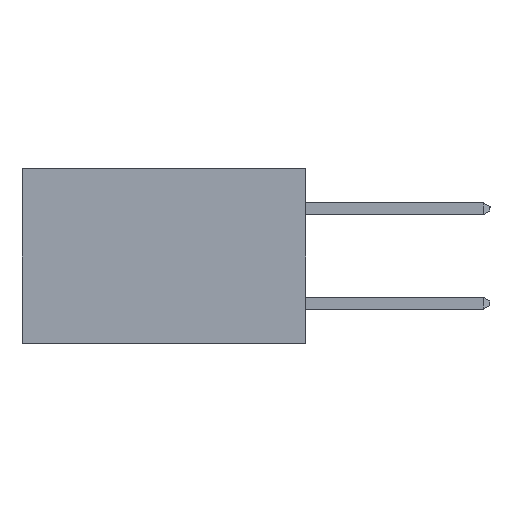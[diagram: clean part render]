
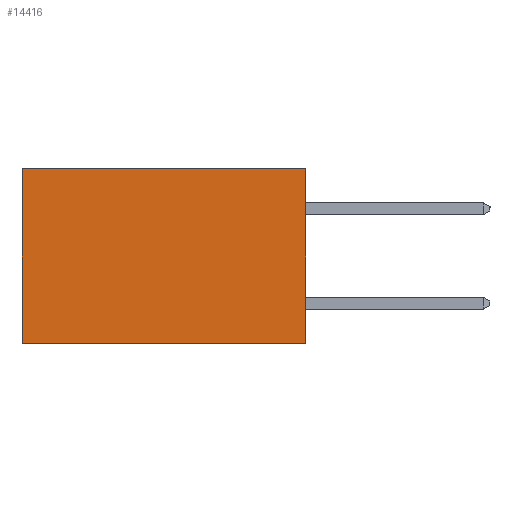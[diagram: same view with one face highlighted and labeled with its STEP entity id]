
A CAD part, left-side view. The second image highlights one B-rep face of the part: STEP entity #14416.
In plain terms, the highlighted planar face has unit normal (-1, 0, 0).
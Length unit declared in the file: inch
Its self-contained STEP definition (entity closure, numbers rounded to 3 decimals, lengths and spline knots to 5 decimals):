
#1632 = LINE ( 'NONE', #11377, #12946 ) ;
#1903 = CARTESIAN_POINT ( 'NONE',  ( 0.2615, 0., 0. ) ) ;
#2392 = CARTESIAN_POINT ( 'NONE',  ( 0.2615, 0.6, 0. ) ) ;
#3248 = EDGE_LOOP ( 'NONE', ( #11416, #19596, #17670, #17522 ) ) ;
#4014 = DIRECTION ( 'NONE',  ( 0., 1., 0. ) ) ;
#4087 = DIRECTION ( 'NONE',  ( 0., 0., -1. ) ) ;
#5741 = FACE_OUTER_BOUND ( 'NONE', #3248, .T. ) ;
#7189 = EDGE_CURVE ( 'NONE', #10472, #13577, #9365, .T. ) ;
#7700 = CARTESIAN_POINT ( 'NONE',  ( 0.2615, 0.6, -0.37 ) ) ;
#7726 = DIRECTION ( 'NONE',  ( 0., 0., -1. ) ) ;
#9365 = LINE ( 'NONE', #15660, #17286 ) ;
#10093 = LINE ( 'NONE', #10342, #22754 ) ;
#10342 = CARTESIAN_POINT ( 'NONE',  ( 0.2615, 0.6, -0.37 ) ) ;
#10472 = VERTEX_POINT ( 'NONE', #12201 ) ;
#11377 = CARTESIAN_POINT ( 'NONE',  ( 0.2615, 0., -0.37 ) ) ;
#11416 = ORIENTED_EDGE ( 'NONE', *, *, #22577, .T. ) ;
#12201 = CARTESIAN_POINT ( 'NONE',  ( 0.2615, 0., -0.37 ) ) ;
#12946 = VECTOR ( 'NONE', #7726, 39.37008 ) ;
#13577 = VERTEX_POINT ( 'NONE', #7700 ) ;
#13756 = CARTESIAN_POINT ( 'NONE',  ( 0.2615, 0., -0.37 ) ) ;
#14416 = ADVANCED_FACE ( 'NONE', ( #5741 ), #22038, .F. ) ;
#15660 = CARTESIAN_POINT ( 'NONE',  ( 0.2615, 0., -0.37 ) ) ;
#16551 = EDGE_CURVE ( 'NONE', #18688, #10472, #1632, .T. ) ;
#16769 = CARTESIAN_POINT ( 'NONE',  ( 0.2615, 0., 0. ) ) ;
#16922 = VERTEX_POINT ( 'NONE', #2392 ) ;
#17286 = VECTOR ( 'NONE', #17513, 39.37008 ) ;
#17513 = DIRECTION ( 'NONE',  ( 0., 1., 0. ) ) ;
#17522 = ORIENTED_EDGE ( 'NONE', *, *, #21703, .T. ) ;
#17553 = AXIS2_PLACEMENT_3D ( 'NONE', #13756, #23616, #26132 ) ;
#17670 = ORIENTED_EDGE ( 'NONE', *, *, #16551, .F. ) ;
#18462 = VECTOR ( 'NONE', #4014, 39.37008 ) ;
#18688 = VERTEX_POINT ( 'NONE', #16769 ) ;
#19596 = ORIENTED_EDGE ( 'NONE', *, *, #7189, .F. ) ;
#20309 = LINE ( 'NONE', #1903, #18462 ) ;
#21703 = EDGE_CURVE ( 'NONE', #18688, #16922, #20309, .T. ) ;
#22038 = PLANE ( 'NONE',  #17553 ) ;
#22577 = EDGE_CURVE ( 'NONE', #16922, #13577, #10093, .T. ) ;
#22754 = VECTOR ( 'NONE', #4087, 39.37008 ) ;
#23616 = DIRECTION ( 'NONE',  ( 1., 0., 0. ) ) ;
#26132 = DIRECTION ( 'NONE',  ( 0., 0., -1. ) ) ;
